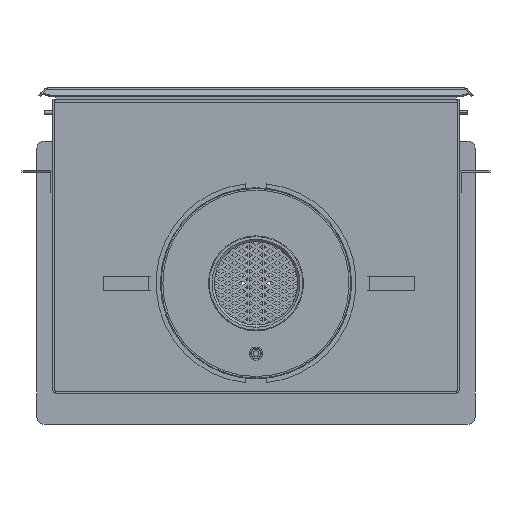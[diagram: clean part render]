
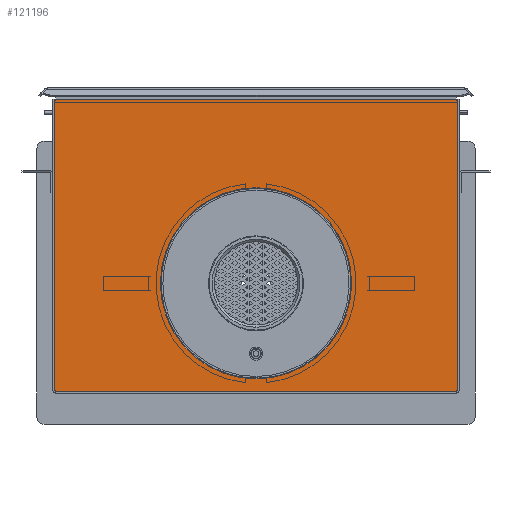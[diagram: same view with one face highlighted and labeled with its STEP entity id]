
A CAD part, front view. The second image highlights one B-rep face of the part: STEP entity #121196.
In plain terms, the highlighted planar face has unit normal (0, -1, 0).
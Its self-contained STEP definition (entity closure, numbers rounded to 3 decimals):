
#348 = CARTESIAN_POINT ( 'NONE',  ( 136., -248.8, 3.2 ) ) ;
#608 = ORIENTED_EDGE ( 'NONE', *, *, #48974, .T. ) ;
#1846 = ORIENTED_EDGE ( 'NONE', *, *, #103673, .T. ) ;
#3230 = AXIS2_PLACEMENT_3D ( 'NONE', #34274, #87392, #47788 ) ;
#4172 = VERTEX_POINT ( 'NONE', #146652 ) ;
#4904 = DIRECTION ( 'NONE',  ( 0., 1., 0. ) ) ;
#6513 = CIRCLE ( 'NONE', #169249, 2. ) ;
#13328 = EDGE_CURVE ( 'NONE', #63059, #26980, #107174, .T. ) ;
#14846 = EDGE_LOOP ( 'NONE', ( #81188, #166296 ) ) ;
#16335 = VERTEX_POINT ( 'NONE', #151108 ) ;
#20260 = VERTEX_POINT ( 'NONE', #104203 ) ;
#20989 = EDGE_CURVE ( 'NONE', #22326, #157968, #79469, .T. ) ;
#22326 = VERTEX_POINT ( 'NONE', #104722 ) ;
#22356 = PLANE ( 'NONE',  #55418 ) ;
#26980 = VERTEX_POINT ( 'NONE', #51729 ) ;
#27263 = EDGE_LOOP ( 'NONE', ( #110366, #99681, #132801, #64132, #48448, #608, #34054, #1846 ) ) ;
#30184 = VECTOR ( 'NONE', #101374, 1000. ) ;
#33820 = CARTESIAN_POINT ( 'NONE',  ( -136., -248.8, 1.2 ) ) ;
#34054 = ORIENTED_EDGE ( 'NONE', *, *, #80511, .F. ) ;
#34274 = CARTESIAN_POINT ( 'NONE',  ( 0., -248.8, 75.2 ) ) ;
#35092 = LINE ( 'NONE', #150602, #115232 ) ;
#46061 = EDGE_CURVE ( 'NONE', #101905, #26980, #165243, .T. ) ;
#47788 = DIRECTION ( 'NONE',  ( 1., 0., 0. ) ) ;
#48225 = AXIS2_PLACEMENT_3D ( 'NONE', #124439, #4904, #166136 ) ;
#48448 = ORIENTED_EDGE ( 'NONE', *, *, #131118, .F. ) ;
#48974 = EDGE_CURVE ( 'NONE', #101725, #16335, #6513, .T. ) ;
#49640 = DIRECTION ( 'NONE',  ( 0., -1., 0. ) ) ;
#49842 = CARTESIAN_POINT ( 'NONE',  ( 136., -248.8, 1.2 ) ) ;
#51729 = CARTESIAN_POINT ( 'NONE',  ( -138., -248.8, 199.2 ) ) ;
#52473 = FACE_OUTER_BOUND ( 'NONE', #27263, .T. ) ;
#52981 = EDGE_CURVE ( 'NONE', #157968, #22326, #150281, .T. ) ;
#55389 = CARTESIAN_POINT ( 'NONE',  ( -136., -248.8, 201.2 ) ) ;
#55418 = AXIS2_PLACEMENT_3D ( 'NONE', #157677, #115935, #101968 ) ;
#56719 = FACE_BOUND ( 'NONE', #14846, .T. ) ;
#56842 = CARTESIAN_POINT ( 'NONE',  ( -138., -248.8, 201.2 ) ) ;
#57435 = DIRECTION ( 'NONE',  ( 0., 0., 1. ) ) ;
#63059 = VERTEX_POINT ( 'NONE', #55389 ) ;
#64132 = ORIENTED_EDGE ( 'NONE', *, *, #101436, .T. ) ;
#65790 = DIRECTION ( 'NONE',  ( -1., 0., 0. ) ) ;
#66089 = LINE ( 'NONE', #151570, #30184 ) ;
#66927 = CIRCLE ( 'NONE', #136480, 2. ) ;
#69926 = EDGE_CURVE ( 'NONE', #63059, #20260, #35092, .T. ) ;
#70595 = DIRECTION ( 'NONE',  ( 1., 0., 0. ) ) ;
#71560 = CARTESIAN_POINT ( 'NONE',  ( 65.5, -248.8, 75.2 ) ) ;
#72396 = DIRECTION ( 'NONE',  ( -1., 0., 0. ) ) ;
#77417 = CARTESIAN_POINT ( 'NONE',  ( 136., -248.8, 199.2 ) ) ;
#79469 = CIRCLE ( 'NONE', #3230, 65.5 ) ;
#80511 = EDGE_CURVE ( 'NONE', #4172, #16335, #94821, .T. ) ;
#81188 = ORIENTED_EDGE ( 'NONE', *, *, #52981, .T. ) ;
#87392 = DIRECTION ( 'NONE',  ( 0., 1., 0. ) ) ;
#91746 = DIRECTION ( 'NONE',  ( 0., 0., -1. ) ) ;
#94821 = LINE ( 'NONE', #148107, #162090 ) ;
#99681 = ORIENTED_EDGE ( 'NONE', *, *, #13328, .T. ) ;
#99791 = VERTEX_POINT ( 'NONE', #33820 ) ;
#101374 = DIRECTION ( 'NONE',  ( -1., 0., 0. ) ) ;
#101436 = EDGE_CURVE ( 'NONE', #101905, #99791, #66927, .T. ) ;
#101725 = VERTEX_POINT ( 'NONE', #49842 ) ;
#101905 = VERTEX_POINT ( 'NONE', #161084 ) ;
#101968 = DIRECTION ( 'NONE',  ( -1., 0., 0. ) ) ;
#102545 = AXIS2_PLACEMENT_3D ( 'NONE', #77417, #49640, #170912 ) ;
#103673 = EDGE_CURVE ( 'NONE', #4172, #20260, #138013, .T. ) ;
#104203 = CARTESIAN_POINT ( 'NONE',  ( 136., -248.8, 201.2 ) ) ;
#104722 = CARTESIAN_POINT ( 'NONE',  ( -65.5, -248.8, 75.2 ) ) ;
#107174 = CIRCLE ( 'NONE', #128844, 2. ) ;
#110366 = ORIENTED_EDGE ( 'NONE', *, *, #69926, .F. ) ;
#115232 = VECTOR ( 'NONE', #70595, 1000. ) ;
#115307 = DIRECTION ( 'NONE',  ( -1., 0., 0. ) ) ;
#115935 = DIRECTION ( 'NONE',  ( 0., -1., 0. ) ) ;
#121196 = ADVANCED_FACE ( 'NONE', ( #56719, #52473 ), #22356, .T. ) ;
#124439 = CARTESIAN_POINT ( 'NONE',  ( 0., -248.8, 75.2 ) ) ;
#128844 = AXIS2_PLACEMENT_3D ( 'NONE', #155880, #142965, #115307 ) ;
#131118 = EDGE_CURVE ( 'NONE', #101725, #99791, #66089, .T. ) ;
#132801 = ORIENTED_EDGE ( 'NONE', *, *, #46061, .F. ) ;
#136480 = AXIS2_PLACEMENT_3D ( 'NONE', #167064, #138844, #72396 ) ;
#138013 = CIRCLE ( 'NONE', #102545, 2. ) ;
#138844 = DIRECTION ( 'NONE',  ( 0., -1., 0. ) ) ;
#142965 = DIRECTION ( 'NONE',  ( 0., -1., 0. ) ) ;
#146652 = CARTESIAN_POINT ( 'NONE',  ( 138., -248.8, 199.2 ) ) ;
#148107 = CARTESIAN_POINT ( 'NONE',  ( 138., -248.8, 201.2 ) ) ;
#150281 = CIRCLE ( 'NONE', #48225, 65.5 ) ;
#150602 = CARTESIAN_POINT ( 'NONE',  ( -138., -248.8, 201.2 ) ) ;
#151108 = CARTESIAN_POINT ( 'NONE',  ( 138., -248.8, 3.2 ) ) ;
#151570 = CARTESIAN_POINT ( 'NONE',  ( -138., -248.8, 1.2 ) ) ;
#155880 = CARTESIAN_POINT ( 'NONE',  ( -136., -248.8, 199.2 ) ) ;
#157677 = CARTESIAN_POINT ( 'NONE',  ( -138., -248.8, 201.2 ) ) ;
#157968 = VERTEX_POINT ( 'NONE', #71560 ) ;
#160478 = DIRECTION ( 'NONE',  ( 0., -1., 0. ) ) ;
#161057 = VECTOR ( 'NONE', #57435, 1000. ) ;
#161084 = CARTESIAN_POINT ( 'NONE',  ( -138., -248.8, 3.2 ) ) ;
#162090 = VECTOR ( 'NONE', #91746, 1000. ) ;
#165243 = LINE ( 'NONE', #56842, #161057 ) ;
#166136 = DIRECTION ( 'NONE',  ( 1., 0., 0. ) ) ;
#166296 = ORIENTED_EDGE ( 'NONE', *, *, #20989, .T. ) ;
#167064 = CARTESIAN_POINT ( 'NONE',  ( -136., -248.8, 3.2 ) ) ;
#169249 = AXIS2_PLACEMENT_3D ( 'NONE', #348, #160478, #65790 ) ;
#170912 = DIRECTION ( 'NONE',  ( -1., 0., 0. ) ) ;
